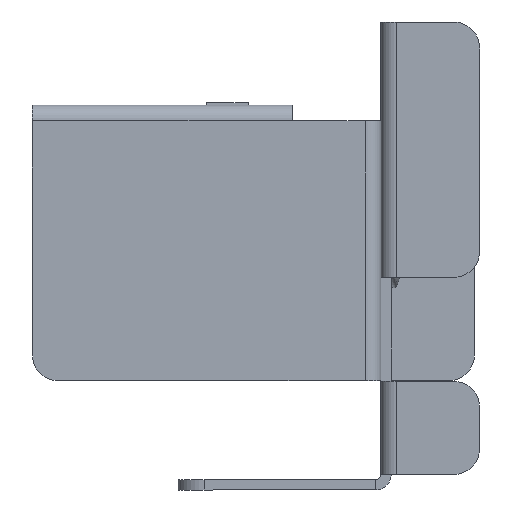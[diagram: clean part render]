
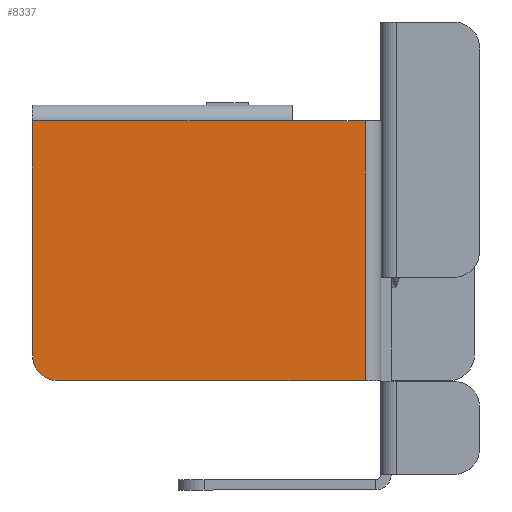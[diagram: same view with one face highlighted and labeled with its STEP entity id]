
A CAD part, front view. The second image highlights one B-rep face of the part: STEP entity #8337.
In plain terms, the highlighted face is planar.
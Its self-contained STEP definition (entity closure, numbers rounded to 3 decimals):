
#103 = DIRECTION ( 'NONE',  ( 0., 1., 0. ) ) ;
#300 = DIRECTION ( 'NONE',  ( 0., 0., 1. ) ) ;
#711 = ORIENTED_EDGE ( 'NONE', *, *, #2402, .T. ) ;
#934 = CARTESIAN_POINT ( 'NONE',  ( 19.5, 15., -25. ) ) ;
#1169 = CARTESIAN_POINT ( 'NONE',  ( 19.5, 60., 20. ) ) ;
#1207 = EDGE_CURVE ( 'NONE', #2068, #6285, #1885, .T. ) ;
#1210 = CARTESIAN_POINT ( 'NONE',  ( 19.5, 0., 25. ) ) ;
#1213 = ORIENTED_EDGE ( 'NONE', *, *, #5039, .F. ) ;
#1265 = DIRECTION ( 'NONE',  ( 0., 1., 0. ) ) ;
#1309 = CIRCLE ( 'NONE', #6709, 5. ) ;
#1368 = EDGE_LOOP ( 'NONE', ( #9389, #711, #1213, #2576, #3357, #7044 ) ) ;
#1544 = CARTESIAN_POINT ( 'NONE',  ( 19.5, 0., -25. ) ) ;
#1675 = CARTESIAN_POINT ( 'NONE',  ( 19.5, 1., -25. ) ) ;
#1734 = EDGE_CURVE ( 'NONE', #2094, #6285, #5739, .T. ) ;
#1796 = VECTOR ( 'NONE', #3016, 1000. ) ;
#1835 = FACE_OUTER_BOUND ( 'NONE', #1368, .T. ) ;
#1885 = LINE ( 'NONE', #3278, #3436 ) ;
#2068 = VERTEX_POINT ( 'NONE', #2426 ) ;
#2094 = VERTEX_POINT ( 'NONE', #934 ) ;
#2181 = CARTESIAN_POINT ( 'NONE',  ( 19.5, 65., -25. ) ) ;
#2402 = EDGE_CURVE ( 'NONE', #2068, #6076, #1309, .T. ) ;
#2426 = CARTESIAN_POINT ( 'NONE',  ( 19.5, 65., 20. ) ) ;
#2576 = ORIENTED_EDGE ( 'NONE', *, *, #9286, .T. ) ;
#3016 = DIRECTION ( 'NONE',  ( 0., 1., 0. ) ) ;
#3278 = CARTESIAN_POINT ( 'NONE',  ( 19.5, 65., 25. ) ) ;
#3357 = ORIENTED_EDGE ( 'NONE', *, *, #8082, .T. ) ;
#3436 = VECTOR ( 'NONE', #5445, 1000. ) ;
#4091 = DIRECTION ( 'NONE',  ( 1., 0., 0. ) ) ;
#4384 = LINE ( 'NONE', #1544, #5454 ) ;
#4879 = CARTESIAN_POINT ( 'NONE',  ( 19.5, 1., 25. ) ) ;
#5039 = EDGE_CURVE ( 'NONE', #8977, #6076, #9007, .T. ) ;
#5445 = DIRECTION ( 'NONE',  ( 0., 0., -1. ) ) ;
#5454 = VECTOR ( 'NONE', #103, 1000. ) ;
#5613 = LINE ( 'NONE', #4879, #8551 ) ;
#5739 = LINE ( 'NONE', #5838, #7652 ) ;
#5838 = CARTESIAN_POINT ( 'NONE',  ( 19.5, 15., -25. ) ) ;
#6076 = VERTEX_POINT ( 'NONE', #6392 ) ;
#6097 = CARTESIAN_POINT ( 'NONE',  ( 19.5, 1., 25. ) ) ;
#6285 = VERTEX_POINT ( 'NONE', #2181 ) ;
#6392 = CARTESIAN_POINT ( 'NONE',  ( 19.5, 60., 25. ) ) ;
#6709 = AXIS2_PLACEMENT_3D ( 'NONE', #1169, #4091, #300 ) ;
#6874 = AXIS2_PLACEMENT_3D ( 'NONE', #1210, #7000, #7091 ) ;
#7000 = DIRECTION ( 'NONE',  ( -1., 0., 0. ) ) ;
#7044 = ORIENTED_EDGE ( 'NONE', *, *, #1734, .T. ) ;
#7091 = DIRECTION ( 'NONE',  ( 0., 0., 1. ) ) ;
#7095 = VERTEX_POINT ( 'NONE', #1675 ) ;
#7652 = VECTOR ( 'NONE', #1265, 1000. ) ;
#7846 = PLANE ( 'NONE',  #6874 ) ;
#7870 = DIRECTION ( 'NONE',  ( 0., 0., -1. ) ) ;
#8082 = EDGE_CURVE ( 'NONE', #7095, #2094, #4384, .T. ) ;
#8180 = CARTESIAN_POINT ( 'NONE',  ( 19.5, 0., 25. ) ) ;
#8337 = ADVANCED_FACE ( 'NONE', ( #1835 ), #7846, .F. ) ;
#8551 = VECTOR ( 'NONE', #7870, 1000. ) ;
#8977 = VERTEX_POINT ( 'NONE', #6097 ) ;
#9007 = LINE ( 'NONE', #8180, #1796 ) ;
#9286 = EDGE_CURVE ( 'NONE', #8977, #7095, #5613, .T. ) ;
#9389 = ORIENTED_EDGE ( 'NONE', *, *, #1207, .F. ) ;
